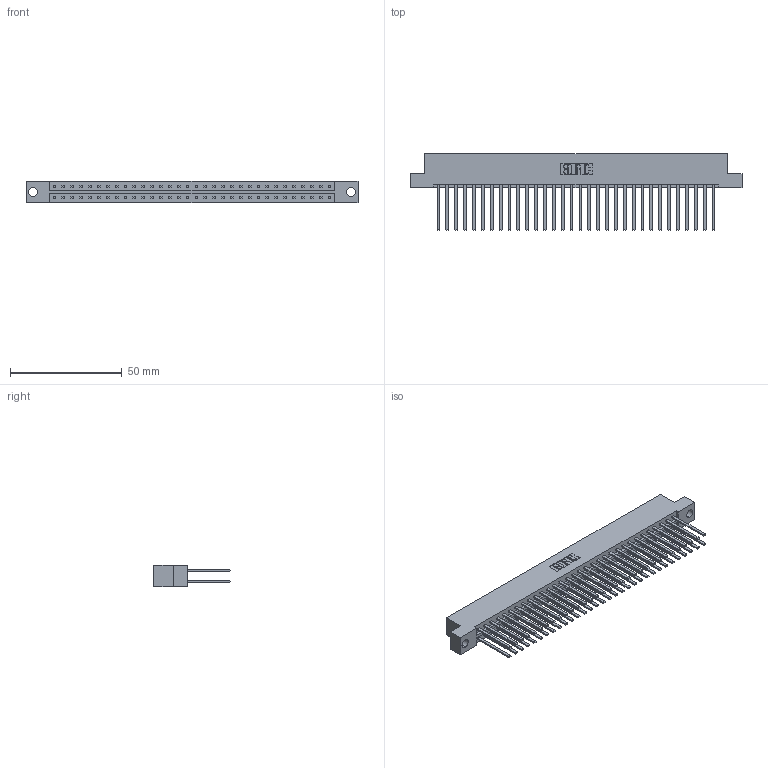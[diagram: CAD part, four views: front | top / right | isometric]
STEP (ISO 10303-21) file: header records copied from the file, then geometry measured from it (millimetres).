
FILE_DESCRIPTION (( 'STEP AP203' ), '1' );
FILE_NAME ('833-064-544-204.STEP', '2020-06-05T07:31:44', ( '' ), ( '' ), 'SwSTEP 2.0', 'SolidWorks 2020', '' );
FILE_SCHEMA (( 'CONFIG_CONTROL_DESIGN' ));
Length unit declared in the file: inch
Products named in the file (3): 833 Part_Flush - .156 Dia - TH; 833-064-544-204; 345-292-001_345-293-144
Assembly tree (65 placements, depth 2):
  833-064-544-204
    833 Part_Flush - .156 Dia - TH
    345-292-001_345-293-144  x64
Bounding box: 148.34 x 34.3 x 9.4 mm (x, y, z)
Volume: 15860 mm3; surface area: 21331.1 mm2
Topology: 65 solids, 65 shells, 3058 faces, 9079 edges, 5966 vertices
Faces by surface type: plane 2118, cylinder 940
Entity records: 21699 total; most frequent: CARTESIAN_POINT 3606, ORIENTED_EDGE 3542, DIRECTION 3095, EDGE_CURVE 1771, LINE 1647, VECTOR 1647, VERTEX_POINT 1178, AXIS2_PLACEMENT_3D 724
